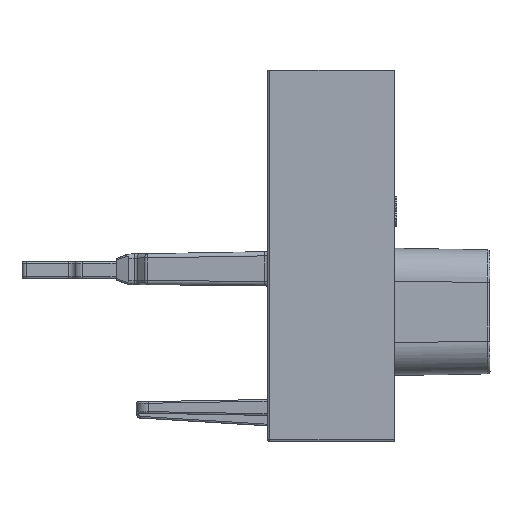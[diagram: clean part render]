
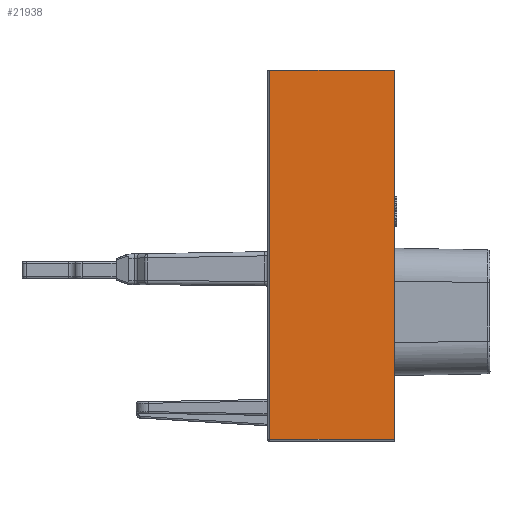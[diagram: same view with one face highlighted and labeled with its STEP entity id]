
A CAD part, left-side view. The second image highlights one B-rep face of the part: STEP entity #21938.
In plain terms, the highlighted planar face has unit normal (-1, 0, 0).
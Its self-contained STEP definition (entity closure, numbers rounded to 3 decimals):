
#727=DIRECTION('',(0.,-1.,0.));
#728=VECTOR('',#727,14.8);
#729=CARTESIAN_POINT('',(0.,14.8,-43.95));
#730=LINE('',#729,#728);
#735=DIRECTION('',(0.,0.,-1.));
#736=VECTOR('',#735,43.95);
#737=CARTESIAN_POINT('',(0.,0.,0.));
#738=LINE('',#737,#736);
#743=DIRECTION('',(0.,0.,-1.));
#744=VECTOR('',#743,43.95);
#745=CARTESIAN_POINT('',(0.,14.8,0.));
#746=LINE('',#745,#744);
#808=DIRECTION('',(0.,1.,0.));
#809=VECTOR('',#808,14.8);
#810=CARTESIAN_POINT('',(0.,0.,0.));
#811=LINE('',#810,#809);
#17375=CARTESIAN_POINT('',(0.,0.,-43.95));
#17377=VERTEX_POINT('',#17375);
#17378=CARTESIAN_POINT('',(0.,0.,0.));
#17379=VERTEX_POINT('',#17378);
#19943=CARTESIAN_POINT('',(0.,14.8,0.));
#19944=VERTEX_POINT('',#19943);
#20044=CARTESIAN_POINT('',(0.,14.8,-43.95));
#20045=VERTEX_POINT('',#20044);
#21925=CARTESIAN_POINT('',(0.,0.,-44.25));
#21926=DIRECTION('',(-1.,0.,0.));
#21927=DIRECTION('',(0.,0.,1.));
#21928=AXIS2_PLACEMENT_3D('',#21925,#21926,#21927);
#21929=PLANE('',#21928);
#21930=ORIENTED_EDGE('',*,*,#21915,.F.);
#21932=ORIENTED_EDGE('',*,*,#21931,.F.);
#21934=ORIENTED_EDGE('',*,*,#21933,.F.);
#21935=ORIENTED_EDGE('',*,*,#21377,.T.);
#21936=EDGE_LOOP('',(#21930,#21932,#21934,#21935));
#21937=FACE_OUTER_BOUND('',#21936,.F.);
#21938=ADVANCED_FACE('',(#21937),#21929,.T.);
#21377=EDGE_CURVE('',#17379,#17377,#738,.T.);
#21915=EDGE_CURVE('',#20045,#17377,#730,.T.);
#21931=EDGE_CURVE('',#19944,#20045,#746,.T.);
#21933=EDGE_CURVE('',#17379,#19944,#811,.T.);
